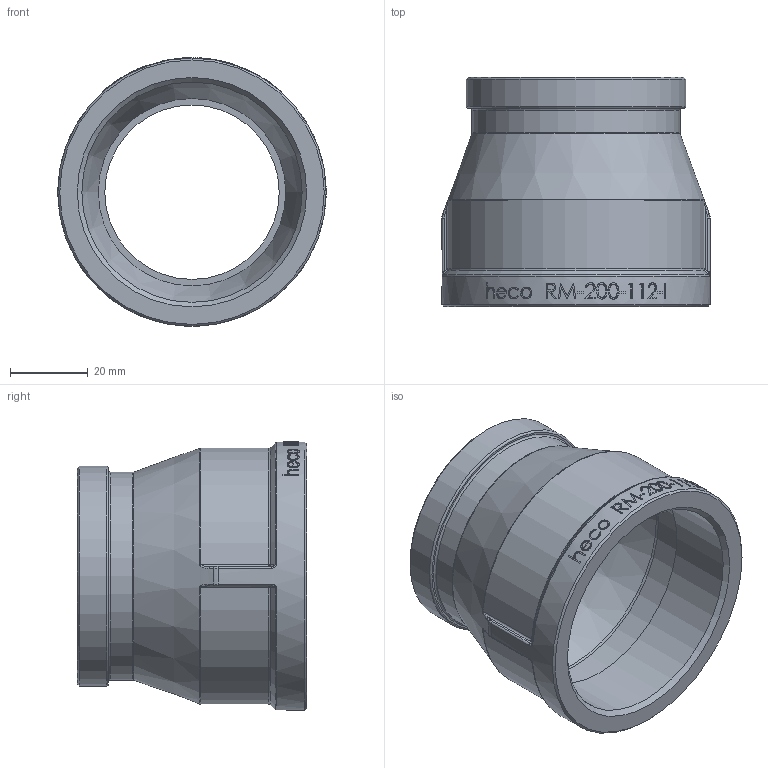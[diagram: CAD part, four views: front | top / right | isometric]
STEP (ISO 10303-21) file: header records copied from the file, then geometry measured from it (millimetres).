
FILE_DESCRIPTION (( 'STEP AP214' ), '1' );
FILE_NAME ('heco_RM-200-112-I.STEP', '2015-10-26T15:05:06', ( 'test' ), ( '' ), 'SwSTEP 2.0', 'SolidWorks 2011', '' );
FILE_SCHEMA (( 'AUTOMOTIVE_DESIGN' ));
Length unit declared in the file: millimetre
Products named in the file (1): heco_RM-200-112-I
Bounding box: 69 x 59 x 69.1 mm (x, y, z)
Volume: 44692.4 mm3; surface area: 24641.9 mm2
Topology: 1 solids, 1 shells, 237 faces, 593 edges, 382 vertices
Faces by surface type: bspline 110, plane 66, cylinder 37, torus 12, cone 8, sphere 4
Full cylindrical faces by diameter (mm): 44.845 x1, 53.5 x1, 56.5 x1, 56.656 x1, 60.6 x1, 69 x1
Entity records: 20973 total; most frequent: CARTESIAN_POINT 15487, ORIENTED_EDGE 1138, DIRECTION 599, EDGE_CURVE 569, VERTEX_POINT 374, B_SPLINE_CURVE_WITH_KNOTS 344, EDGE_LOOP 279, FACE_OUTER_BOUND 247
